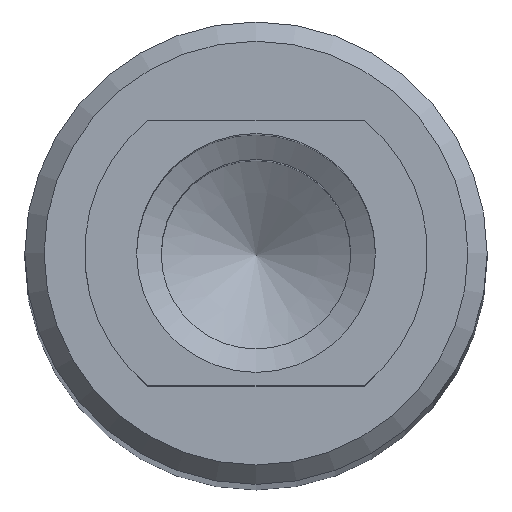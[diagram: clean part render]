
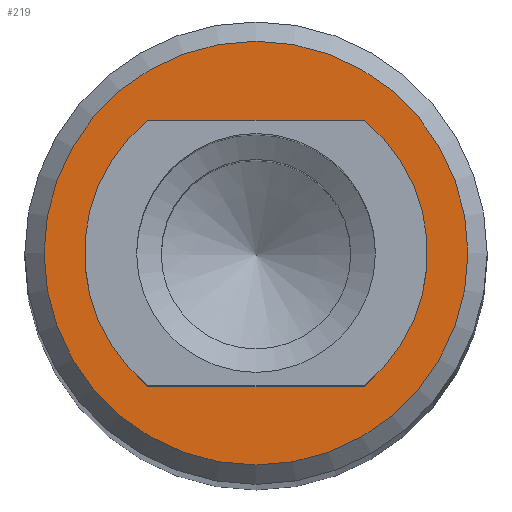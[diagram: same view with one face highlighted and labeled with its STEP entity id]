
A CAD part, top view. The second image highlights one B-rep face of the part: STEP entity #219.
In plain terms, the highlighted planar face has unit normal (0, 0, 1).
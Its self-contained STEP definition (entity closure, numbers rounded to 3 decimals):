
#15=FACE_BOUND('',#50,.T.);
#18=PLANE('',#266);
#35=FACE_OUTER_BOUND('',#49,.T.);
#49=EDGE_LOOP('',(#181));
#50=EDGE_LOOP('',(#182,#183,#184,#185));
#64=LINE('',#391,#79);
#65=LINE('',#394,#80);
#79=VECTOR('',#325,10.);
#80=VECTOR('',#328,10.);
#96=CIRCLE('',#265,5.5);
#97=CIRCLE('',#267,4.45);
#98=CIRCLE('',#268,4.45);
#111=VERTEX_POINT('',#383);
#112=VERTEX_POINT('',#387);
#113=VERTEX_POINT('',#388);
#114=VERTEX_POINT('',#390);
#115=VERTEX_POINT('',#392);
#135=EDGE_CURVE('',#111,#111,#96,.T.);
#137=EDGE_CURVE('',#112,#113,#97,.T.);
#138=EDGE_CURVE('',#114,#113,#64,.T.);
#139=EDGE_CURVE('',#114,#115,#98,.T.);
#140=EDGE_CURVE('',#112,#115,#65,.T.);
#181=ORIENTED_EDGE('',*,*,#135,.F.);
#182=ORIENTED_EDGE('',*,*,#137,.T.);
#183=ORIENTED_EDGE('',*,*,#138,.F.);
#184=ORIENTED_EDGE('',*,*,#139,.T.);
#185=ORIENTED_EDGE('',*,*,#140,.F.);
#219=ADVANCED_FACE('',(#35,#15),#18,.T.);
#265=AXIS2_PLACEMENT_3D('',#384,#318,#319);
#266=AXIS2_PLACEMENT_3D('',#386,#321,#322);
#267=AXIS2_PLACEMENT_3D('',#389,#323,#324);
#268=AXIS2_PLACEMENT_3D('',#393,#326,#327);
#318=DIRECTION('center_axis',(0.,0.,-1.));
#319=DIRECTION('ref_axis',(-1.,0.,0.));
#321=DIRECTION('center_axis',(0.,0.,1.));
#322=DIRECTION('ref_axis',(1.,0.,0.));
#323=DIRECTION('center_axis',(0.,0.,-1.));
#324=DIRECTION('ref_axis',(1.,0.,0.));
#325=DIRECTION('',(1.,0.,0.));
#326=DIRECTION('center_axis',(0.,0.,-1.));
#327=DIRECTION('ref_axis',(1.,0.,0.));
#328=DIRECTION('',(-1.,0.,0.));
#383=CARTESIAN_POINT('',(5.5,0.,85.));
#384=CARTESIAN_POINT('Origin',(0.,0.,85.));
#386=CARTESIAN_POINT('Origin',(0.,0.,85.));
#387=CARTESIAN_POINT('',(2.811,3.45,85.));
#388=CARTESIAN_POINT('',(2.811,-3.45,85.));
#389=CARTESIAN_POINT('Origin',(0.,0.,85.));
#390=CARTESIAN_POINT('',(-2.811,-3.45,85.));
#391=CARTESIAN_POINT('',(-1.405,-3.45,85.));
#392=CARTESIAN_POINT('',(-2.811,3.45,85.));
#393=CARTESIAN_POINT('Origin',(0.,0.,85.));
#394=CARTESIAN_POINT('',(1.405,3.45,85.));
